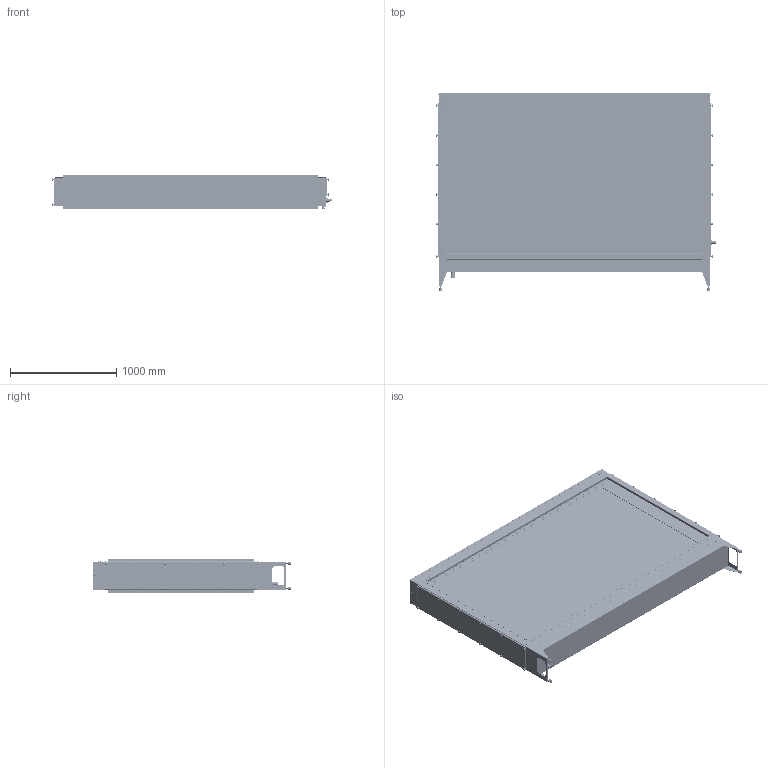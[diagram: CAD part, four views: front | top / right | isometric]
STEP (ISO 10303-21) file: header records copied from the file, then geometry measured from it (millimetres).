
FILE_DESCRIPTION(/* description */ ('Adiabox NFG modele : 30000'),/* implementation_level */ '2;1');
FILE_NAME(/* name */ '113_2_Plans_d''113_2_00_01_-_Adiabox_V3_Mod30000_3D.stp',/* time_stamp */ '2024-12-16T11:48:09+01:00',/* author */ ('jclaudel'),/* organization */ (''),/* preprocessor_version */ 'ST-DEVELOPER v18.1',/* originating_system */ 'Autodesk Inventor 2022',/* authorisation */ '');
FILE_SCHEMA (('AUTOMOTIVE_DESIGN { 1 0 10303 214 3 1 1 }'));
Products named in the file (68): 113_2_00_01_-_Adiabox_V2; 113_2_00_06; 113_3 _00_11; 113_3 _00_15; 113_3 _00_14; 914-069; 113_3_00_12; 113_2_01_12; 113 3 00 56; ADIAGEN0006; 911-1006  ; Rivet aveugle tête plate étanche Ø4,8x3,6; 113_3_00_02; 113_3_00_05; 113_3_00_06; 113_3_00_08; 113_3_00_10; 113 3 00 16; 113 3 00 17; 113_3_00_18; 113_3_00_19; 113_3_00_23; 113_3_00_43; 113_3_80_09; 113_6_80_01; 113 6 00 11; 113 6 00 14; 113 6 00 14_1; 113 3 00 26; 914-069_1; 911-212; 911-119; 113_6_00_25; 113_6_00_26; 113_6_00_23_-_Tuyau 20E13I_3 V3; 113_6_00_24_-_Tuyau 20E13I_3 V3; CO 503064_V; CO 503064_R; CO 520119 - distributeur 3 voies; CO joint-porte D 902-050 ...
Assembly tree (275 placements, depth 3):
  113_2_00_01_-_Adiabox_V2
    113_2_00_06
      113_3 _00_11
      113_3 _00_15
      113_3 _00_14
      914-069  x4
      916-114  x33
      113_3_00_12
    113_2_01_12
      113 3 00 56
      ADIAGEN0006
      914-061  x2
      911-1006    x2
      Rivet aveugle tête plate étanche Ø4,8x3,6  x2
    113_3_00_02
    113_3_00_05
    113_3_00_06
    113_3_00_08  x2
    113_3_00_10  x2
    113 3 00 16
    113 3 00 17
    113_3_00_18
    113_3_00_19
    113_3_00_23
    113_3_00_43
    113_3_80_09
    113_6_80_01
    113 6 00 11
    113_6_00_25
    113_6_00_26
    113_6_00_23_-_Tuyau 20E13I_3 V3
    113_6_00_24_-_Tuyau 20E13I_3 V3
    CO 503064_V
    CO 520119 - distributeur 3 voies
    CO joint-porte D 902-050
    CO joint-porte G 902-050 
    Wurth : 059224  x4
      Wurth: 059224
      914-061
      Wurth : 009801510
    35-320-25-10  x4
    113_3_00_22  x8
    113_6_10_01  x8
    916-114  x82
    15-304-25-25  x24
    916-109  x32
    911-937  x3
    Ø5 rond
    Presse étoupe PG13.5  x4
      Ecrou presse étoupe PG13.5
      Corps presse étoupe PG13.5
    P1112-66
      P1112-66-1
      P1112-66-2 
  113 6 00 14
    113 3 00 26
    914-069_1  x3
    911-212  x2
    911-119
    ADIAGEN0230
Bounding box: 2640.25 x 1869 x 323.5 mm (x, y, z)
Volume: 712903882.7 mm3; surface area: 37313434.9 mm2
Topology: 299 solids, 302 shells, 7352 faces, 16466 edges, 10575 vertices
Faces by surface type: plane 3333, cylinder 2492, cone 697, torus 568, sphere 147, bspline 115
Full cylindrical faces by diameter (mm): 2 x2, 3 x117, 4 x115, 4.134 x51, 4.2 x258, 4.8 x4, 5 x52, 5.029 x1, 5.2 x14, 5.5 x2, 5.9 x3, 6 x62, 6.35 x1, 6.5 x8, 6.807 x1, 7 x183, 7.163 x1, 7.5 x6, 7.874 x1, 7.9 x115, 8 x7, 8.17 x3, 8.3 x4, 8.5 x18, 9 x29, 9.5 x6, 10.344 x1, 10.363 x2, 10.761 x1, 11 x108
Entity records: 106031 total; most frequent: CARTESIAN_POINT 27153, DIRECTION 15904, ORIENTED_EDGE 14850, EDGE_CURVE 7426, AXIS2_PLACEMENT_3D 5644, VERTEX_POINT 4675, LINE 4616, VECTOR 4616
